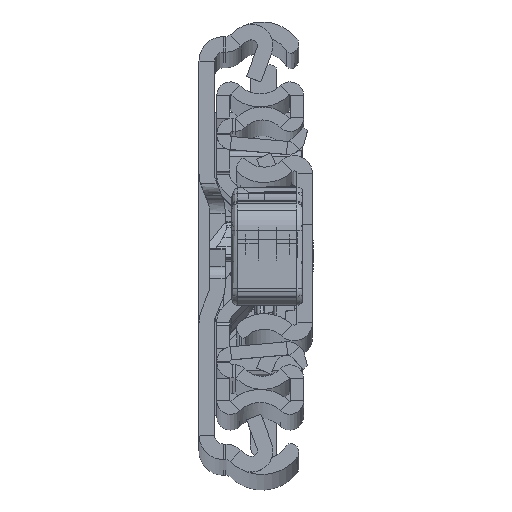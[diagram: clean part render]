
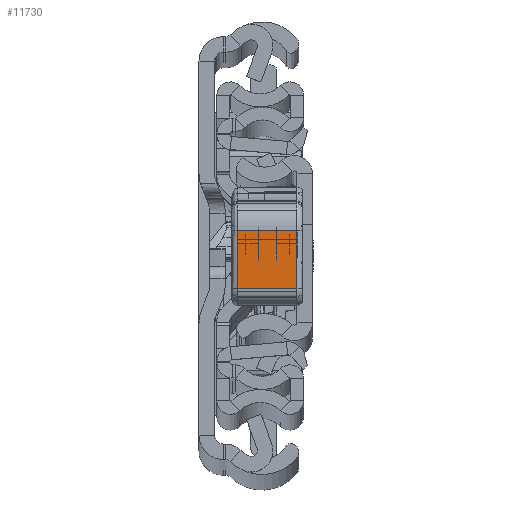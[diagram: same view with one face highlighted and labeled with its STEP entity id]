
A CAD part, top view. The second image highlights one B-rep face of the part: STEP entity #11730.
In plain terms, the highlighted face is planar.
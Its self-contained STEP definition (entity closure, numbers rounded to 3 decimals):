
#207 = VECTOR ( 'NONE', #10835, 1000. ) ;
#1866 = CARTESIAN_POINT ( 'NONE',  ( 39.818, -2.465, 10. ) ) ;
#2190 = DIRECTION ( 'NONE',  ( 0., 0., -1. ) ) ;
#4082 = CARTESIAN_POINT ( 'NONE',  ( 39.55, -12.274, 10. ) ) ;
#4095 = EDGE_CURVE ( 'NONE', #12143, #22119, #11201, .T. ) ;
#4195 = EDGE_CURVE ( 'NONE', #22119, #26940, #11380, .T. ) ;
#4553 = DIRECTION ( 'NONE',  ( -1., 0.027, 0. ) ) ;
#5107 = EDGE_CURVE ( 'NONE', #26940, #13065, #35398, .T. ) ;
#7245 = FACE_OUTER_BOUND ( 'NONE', #26965, .T. ) ;
#8135 = CARTESIAN_POINT ( 'NONE',  ( 39.818, -2.465, 11. ) ) ;
#8638 = ORIENTED_EDGE ( 'NONE', *, *, #5107, .T. ) ;
#9152 = AXIS2_PLACEMENT_3D ( 'NONE', #15740, #4553, #15561 ) ;
#10099 = VECTOR ( 'NONE', #14280, 1000. ) ;
#10835 = DIRECTION ( 'NONE',  ( 0., 0., 1. ) ) ;
#11201 = LINE ( 'NONE', #8135, #207 ) ;
#11380 = LINE ( 'NONE', #33412, #10099 ) ;
#11730 = ADVANCED_FACE ( 'NONE', ( #7245 ), #29274, .F. ) ;
#12143 = VERTEX_POINT ( 'NONE', #35317 ) ;
#13065 = VERTEX_POINT ( 'NONE', #34836 ) ;
#14280 = DIRECTION ( 'NONE',  ( -0.027, -1., 0. ) ) ;
#15561 = DIRECTION ( 'NONE',  ( -0.027, -1., 0. ) ) ;
#15740 = CARTESIAN_POINT ( 'NONE',  ( 39.55, -12.274, 11. ) ) ;
#18083 = ORIENTED_EDGE ( 'NONE', *, *, #27393, .T. ) ;
#18982 = CARTESIAN_POINT ( 'NONE',  ( 39.55, -12.274, 11. ) ) ;
#20357 = VECTOR ( 'NONE', #2190, 1000. ) ;
#20462 = LINE ( 'NONE', #31448, #30548 ) ;
#22119 = VERTEX_POINT ( 'NONE', #1866 ) ;
#25957 = ORIENTED_EDGE ( 'NONE', *, *, #4195, .T. ) ;
#26008 = ORIENTED_EDGE ( 'NONE', *, *, #4095, .T. ) ;
#26940 = VERTEX_POINT ( 'NONE', #4082 ) ;
#26965 = EDGE_LOOP ( 'NONE', ( #8638, #18083, #26008, #25957 ) ) ;
#27393 = EDGE_CURVE ( 'NONE', #13065, #12143, #20462, .T. ) ;
#28411 = DIRECTION ( 'NONE',  ( 0.027, 1., 0. ) ) ;
#29274 = PLANE ( 'NONE',  #9152 ) ;
#30548 = VECTOR ( 'NONE', #28411, 1000. ) ;
#31448 = CARTESIAN_POINT ( 'NONE',  ( 39.55, -12.274, 0. ) ) ;
#33412 = CARTESIAN_POINT ( 'NONE',  ( 39.55, -12.274, 10. ) ) ;
#34836 = CARTESIAN_POINT ( 'NONE',  ( 39.55, -12.274, 0. ) ) ;
#35317 = CARTESIAN_POINT ( 'NONE',  ( 39.818, -2.465, 0. ) ) ;
#35398 = LINE ( 'NONE', #18982, #20357 ) ;
